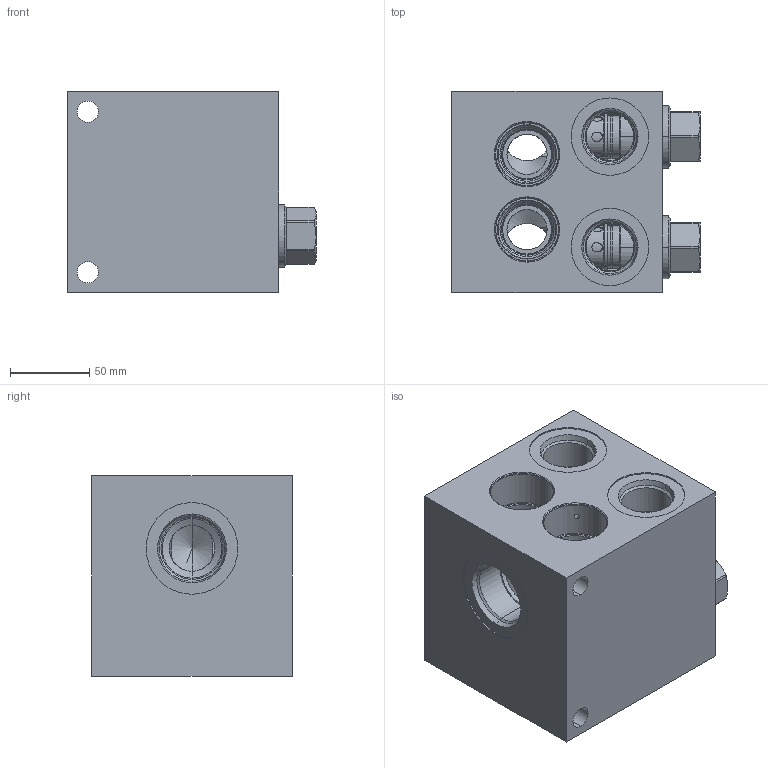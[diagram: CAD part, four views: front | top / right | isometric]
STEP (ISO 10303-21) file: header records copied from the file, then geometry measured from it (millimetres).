
FILE_DESCRIPTION((''),'2;1');
FILE_NAME('HMM_ASM','2019-07-22T',('ProEService'),(''),'PRO/ENGINEER BY PARAMETRIC TECHNOLOGY CORPORATION, 2014200','PRO/ENGINEER BY PARAMETRIC TECHNOLOGY CORPORATION, 2014200','');
FILE_SCHEMA(('CONFIG_CONTROL_DESIGN'));
Length unit declared in the file: inch
Products named in the file (3): 151-179-003; CXGDXCN; HMM_ASM
Assembly tree (3 placements, depth 2):
  HMM_ASM
    151-179-003
    CXGDXCN  x2
Bounding box: 157.18 x 127 x 127 mm (x, y, z)
Volume: 1730864.3 mm3; surface area: 197207.4 mm2
Topology: 5 solids, 5 shells, 517 faces, 1496 edges, 1154 vertices
Faces by surface type: cylinder 242, cone 128, plane 83, torus 52, revolution 12
Entity records: 14246 total; most frequent: CARTESIAN_POINT 4551, DIRECTION 2111, ORIENTED_EDGE 1596, EDGE_CURVE 798, AXIS2_PLACEMENT_3D 764, VECTOR 577, LINE 577, VERTEX_POINT 480
